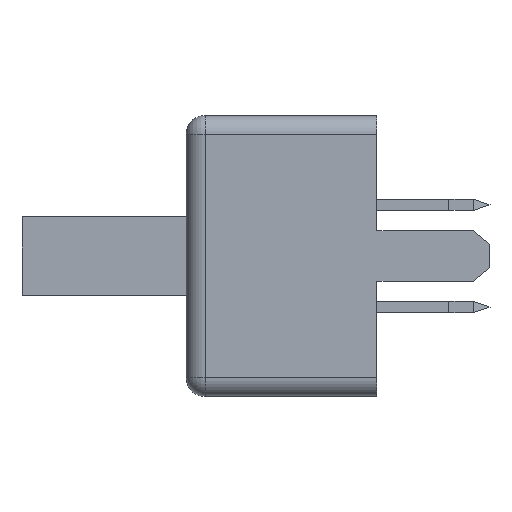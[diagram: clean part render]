
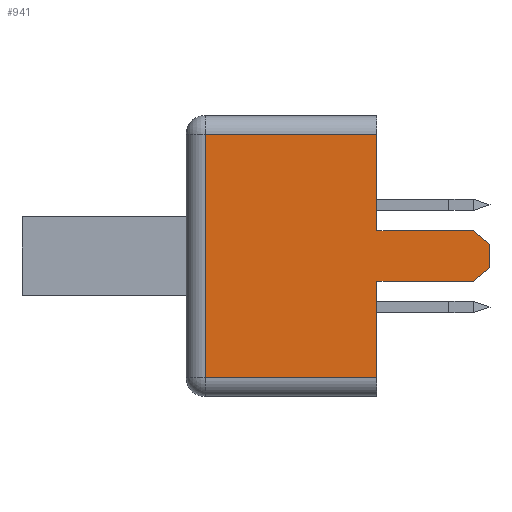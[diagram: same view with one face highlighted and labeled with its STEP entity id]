
A CAD part, left-side view. The second image highlights one B-rep face of the part: STEP entity #941.
In plain terms, the highlighted planar face has unit normal (-1, 0, 0).
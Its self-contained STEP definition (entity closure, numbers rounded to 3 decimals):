
#548 = VERTEX_POINT('',#549);
#549 = CARTESIAN_POINT('',(-4.305,0.064,0.343));
#558 = VERTEX_POINT('',#559);
#559 = CARTESIAN_POINT('',(-4.305,0.064,-5.677));
#566 = EDGE_CURVE('',#548,#558,#567,.T.);
#567 = LINE('',#568,#569);
#568 = CARTESIAN_POINT('',(-4.305,0.064,-6.147));
#569 = VECTOR('',#570,1.);
#570 = DIRECTION('',(0.,0.,-1.));
#813 = VERTEX_POINT('',#814);
#814 = CARTESIAN_POINT('',(-4.305,-4.191,-5.677));
#823 = EDGE_CURVE('',#558,#813,#824,.T.);
#824 = LINE('',#825,#826);
#825 = CARTESIAN_POINT('',(-4.305,0.533,-5.677));
#826 = VECTOR('',#827,1.);
#827 = DIRECTION('',(0.,-1.,0.));
#913 = EDGE_CURVE('',#548,#914,#916,.T.);
#914 = VERTEX_POINT('',#915);
#915 = CARTESIAN_POINT('',(-4.305,-4.191,0.343));
#916 = LINE('',#917,#918);
#917 = CARTESIAN_POINT('',(-4.305,0.533,0.343));
#918 = VECTOR('',#919,1.);
#919 = DIRECTION('',(0.,-1.,0.));
#941 = ADVANCED_FACE('',(#942),#1001,.T.);
#942 = FACE_BOUND('',#943,.T.);
#943 = EDGE_LOOP('',(#944,#945,#946,#954,#962,#970,#978,#986,#994,#1000)
  );
#944 = ORIENTED_EDGE('',*,*,#566,.T.);
#945 = ORIENTED_EDGE('',*,*,#823,.T.);
#946 = ORIENTED_EDGE('',*,*,#947,.F.);
#947 = EDGE_CURVE('',#948,#813,#950,.T.);
#948 = VERTEX_POINT('',#949);
#949 = CARTESIAN_POINT('',(-4.305,-4.191,-3.289));
#950 = LINE('',#951,#952);
#951 = CARTESIAN_POINT('',(-4.305,-4.191,0.813));
#952 = VECTOR('',#953,1.);
#953 = DIRECTION('',(0.,0.,-1.));
#954 = ORIENTED_EDGE('',*,*,#955,.T.);
#955 = EDGE_CURVE('',#948,#956,#958,.T.);
#956 = VERTEX_POINT('',#957);
#957 = CARTESIAN_POINT('',(-4.305,-6.588,-3.289));
#958 = LINE('',#959,#960);
#959 = CARTESIAN_POINT('',(-4.305,-4.191,-3.289));
#960 = VECTOR('',#961,1.);
#961 = DIRECTION('',(0.,-1.,0.));
#962 = ORIENTED_EDGE('',*,*,#963,.T.);
#963 = EDGE_CURVE('',#956,#964,#966,.T.);
#964 = VERTEX_POINT('',#965);
#965 = CARTESIAN_POINT('',(-4.305,-6.985,-2.957));
#966 = LINE('',#967,#968);
#967 = CARTESIAN_POINT('',(-4.305,-6.588,-3.289));
#968 = VECTOR('',#969,1.);
#969 = DIRECTION('',(0.,-0.767,0.642));
#970 = ORIENTED_EDGE('',*,*,#971,.T.);
#971 = EDGE_CURVE('',#964,#972,#974,.T.);
#972 = VERTEX_POINT('',#973);
#973 = CARTESIAN_POINT('',(-4.305,-6.985,-2.377));
#974 = LINE('',#975,#976);
#975 = CARTESIAN_POINT('',(-4.305,-6.985,-2.957));
#976 = VECTOR('',#977,1.);
#977 = DIRECTION('',(0.,0.,1.));
#978 = ORIENTED_EDGE('',*,*,#979,.T.);
#979 = EDGE_CURVE('',#972,#980,#982,.T.);
#980 = VERTEX_POINT('',#981);
#981 = CARTESIAN_POINT('',(-4.305,-6.588,-2.045));
#982 = LINE('',#983,#984);
#983 = CARTESIAN_POINT('',(-4.305,-6.985,-2.377));
#984 = VECTOR('',#985,1.);
#985 = DIRECTION('',(0.,0.767,0.642));
#986 = ORIENTED_EDGE('',*,*,#987,.T.);
#987 = EDGE_CURVE('',#980,#988,#990,.T.);
#988 = VERTEX_POINT('',#989);
#989 = CARTESIAN_POINT('',(-4.305,-4.191,-2.045));
#990 = LINE('',#991,#992);
#991 = CARTESIAN_POINT('',(-4.305,-6.588,-2.045));
#992 = VECTOR('',#993,1.);
#993 = DIRECTION('',(0.,1.,0.));
#994 = ORIENTED_EDGE('',*,*,#995,.F.);
#995 = EDGE_CURVE('',#914,#988,#996,.T.);
#996 = LINE('',#997,#998);
#997 = CARTESIAN_POINT('',(-4.305,-4.191,0.813));
#998 = VECTOR('',#999,1.);
#999 = DIRECTION('',(0.,0.,-1.));
#1000 = ORIENTED_EDGE('',*,*,#913,.F.);
#1001 = PLANE('',#1002);
#1002 = AXIS2_PLACEMENT_3D('',#1003,#1004,#1005);
#1003 = CARTESIAN_POINT('',(-4.305,0.533,0.813));
#1004 = DIRECTION('',(-1.,0.,0.));
#1005 = DIRECTION('',(0.,1.,0.));
